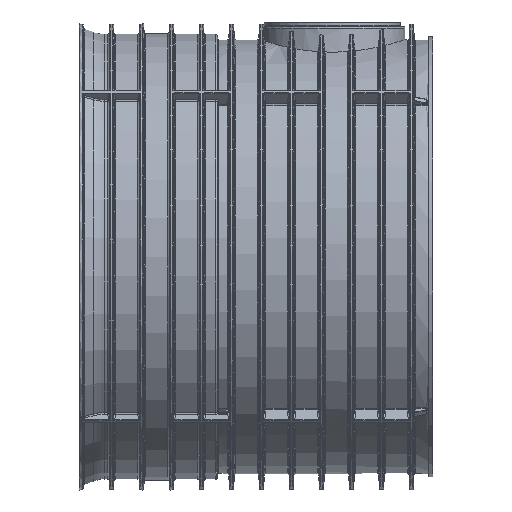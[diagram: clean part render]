
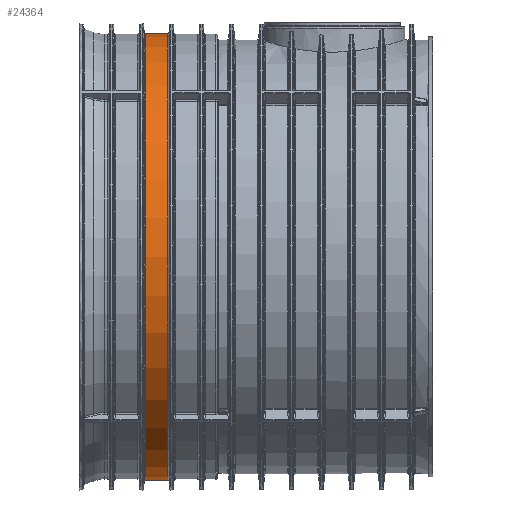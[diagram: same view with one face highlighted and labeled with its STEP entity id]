
A CAD part, left-side view. The second image highlights one B-rep face of the part: STEP entity #24364.
In plain terms, the highlighted cylindrical face has radius 350 mm (diameter 700 mm), a full revolution.
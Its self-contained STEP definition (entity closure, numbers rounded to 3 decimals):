
#3036=LINE('',#45852,#3643);
#3643=VECTOR('',#30913,350.);
#3938=CYLINDRICAL_SURFACE('',#26491,350.);
#4616=FACE_OUTER_BOUND('',#6184,.T.);
#6184=EDGE_LOOP('',(#18406,#18407,#18408,#18409,#18410,#18411));
#7866=CIRCLE('',#26486,350.);
#7867=CIRCLE('',#26487,350.);
#7871=CIRCLE('',#26492,350.);
#7872=CIRCLE('',#26493,350.);
#10324=VERTEX_POINT('',#45841);
#10325=VERTEX_POINT('',#45842);
#10328=VERTEX_POINT('',#45851);
#10329=VERTEX_POINT('',#45853);
#13349=EDGE_CURVE('',#10324,#10325,#7866,.T.);
#13350=EDGE_CURVE('',#10325,#10324,#7867,.T.);
#13354=EDGE_CURVE('',#10325,#10328,#3036,.T.);
#13355=EDGE_CURVE('',#10328,#10329,#7871,.T.);
#13356=EDGE_CURVE('',#10329,#10328,#7872,.T.);
#18406=ORIENTED_EDGE('',*,*,#13349,.F.);
#18407=ORIENTED_EDGE('',*,*,#13350,.F.);
#18408=ORIENTED_EDGE('',*,*,#13354,.T.);
#18409=ORIENTED_EDGE('',*,*,#13355,.T.);
#18410=ORIENTED_EDGE('',*,*,#13356,.T.);
#18411=ORIENTED_EDGE('',*,*,#13354,.F.);
#24364=ADVANCED_FACE('',(#4616),#3938,.T.);
#26486=AXIS2_PLACEMENT_3D('',#45843,#30901,#30902);
#26487=AXIS2_PLACEMENT_3D('',#45844,#30903,#30904);
#26491=AXIS2_PLACEMENT_3D('',#45850,#30911,#30912);
#26492=AXIS2_PLACEMENT_3D('',#45854,#30914,#30915);
#26493=AXIS2_PLACEMENT_3D('',#45855,#30916,#30917);
#30901=DIRECTION('center_axis',(0.,1.,0.));
#30902=DIRECTION('ref_axis',(1.,0.,0.));
#30903=DIRECTION('center_axis',(0.,1.,0.));
#30904=DIRECTION('ref_axis',(1.,0.,0.));
#30911=DIRECTION('center_axis',(0.,1.,0.));
#30912=DIRECTION('ref_axis',(-1.,0.,0.));
#30913=DIRECTION('',(0.,-1.,0.));
#30914=DIRECTION('center_axis',(0.,1.,0.));
#30915=DIRECTION('ref_axis',(1.,0.,0.));
#30916=DIRECTION('center_axis',(0.,1.,0.));
#30917=DIRECTION('ref_axis',(1.,0.,0.));
#45841=CARTESIAN_POINT('',(0.,444.051,-350.));
#45842=CARTESIAN_POINT('',(350.,444.051,0.));
#45843=CARTESIAN_POINT('Origin',(0.,444.051,0.));
#45844=CARTESIAN_POINT('Origin',(0.,444.051,0.));
#45850=CARTESIAN_POINT('Origin',(0.,426.5,0.));
#45851=CARTESIAN_POINT('',(350.,408.949,0.));
#45852=CARTESIAN_POINT('',(350.,426.5,0.));
#45853=CARTESIAN_POINT('',(0.,408.949,-350.));
#45854=CARTESIAN_POINT('Origin',(0.,408.949,0.));
#45855=CARTESIAN_POINT('Origin',(0.,408.949,0.));
